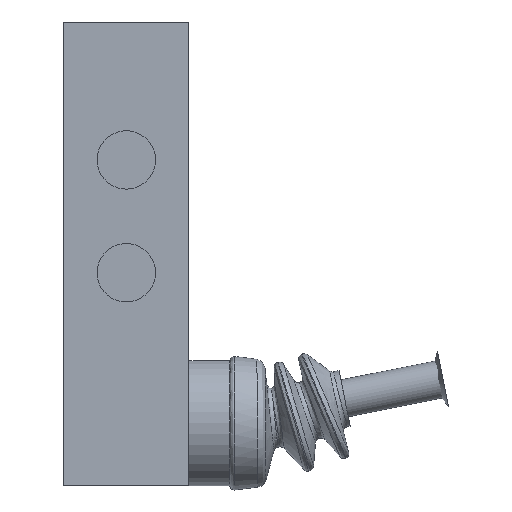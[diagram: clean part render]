
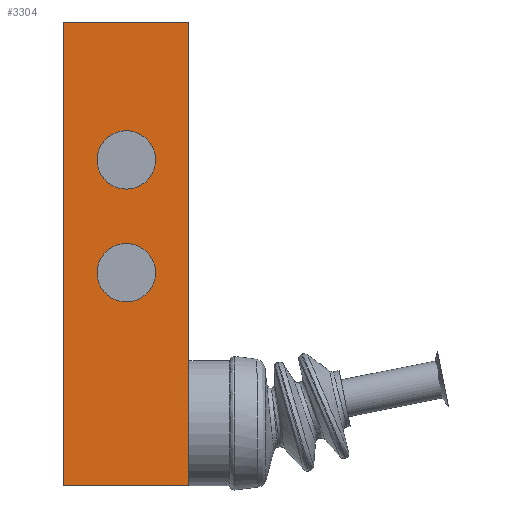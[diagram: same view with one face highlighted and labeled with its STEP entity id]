
A CAD part, front view. The second image highlights one B-rep face of the part: STEP entity #3304.
In plain terms, the highlighted planar face has unit normal (0, -1, 0).
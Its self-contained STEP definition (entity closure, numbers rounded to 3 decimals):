
#99 = EDGE_CURVE ( 'NONE', #1975, #1973, #3964, .T. ) ;
#409 = EDGE_CURVE ( 'NONE', #1977, #1970, #4513, .T. ) ;
#413 = EDGE_CURVE ( 'NONE', #1970, #1973, #4454, .T. ) ;
#417 = EDGE_CURVE ( 'NONE', #1975, #1977, #4516, .T. ) ;
#420 = EDGE_CURVE ( 'NONE', #9421, #9421, #4535, .T. ) ;
#422 = EDGE_CURVE ( 'NONE', #9425, #9425, #4538, .T. ) ;
#481 = AXIS2_PLACEMENT_3D ( 'NONE', #6090, #6096, #6097 ) ;
#486 = AXIS2_PLACEMENT_3D ( 'NONE', #6095, #6101, #6102 ) ;
#788 = EDGE_LOOP ( 'NONE', ( #1266, #1267, #1268, #1269 ) ) ;
#792 = EDGE_LOOP ( 'NONE', ( #1271 ) ) ;
#793 = EDGE_LOOP ( 'NONE', ( #1270 ) ) ;
#1266 = ORIENTED_EDGE ( 'NONE', *, *, #99, .F. ) ;
#1267 = ORIENTED_EDGE ( 'NONE', *, *, #417, .T. ) ;
#1268 = ORIENTED_EDGE ( 'NONE', *, *, #409, .T. ) ;
#1269 = ORIENTED_EDGE ( 'NONE', *, *, #413, .T. ) ;
#1270 = ORIENTED_EDGE ( 'NONE', *, *, #420, .T. ) ;
#1271 = ORIENTED_EDGE ( 'NONE', *, *, #422, .T. ) ;
#1970 = VERTEX_POINT ( 'NONE', #6421 ) ;
#1973 = VERTEX_POINT ( 'NONE', #6424 ) ;
#1975 = VERTEX_POINT ( 'NONE', #6426 ) ;
#1977 = VERTEX_POINT ( 'NONE', #6428 ) ;
#2271 = CARTESIAN_POINT ( 'NONE',  ( -20., -35., 0. ) ) ;
#2272 = DIRECTION ( 'NONE',  ( 0., 0., 1. ) ) ;
#3094 = FACE_BOUND ( 'NONE', #793, .T. ) ;
#3099 = FACE_OUTER_BOUND ( 'NONE', #788, .T. ) ;
#3102 = FACE_BOUND ( 'NONE', #792, .T. ) ;
#3304 = ADVANCED_FACE ( 'NONE', ( #3099, #3094, #3102 ), #8296, .T. ) ;
#3960 = VECTOR ( 'NONE', #2272, 1000. ) ;
#3964 = LINE ( 'NONE', #2271, #3960 ) ;
#4454 = LINE ( 'NONE', #6075, #4521 ) ;
#4513 = LINE ( 'NONE', #6072, #4514 ) ;
#4514 = VECTOR ( 'NONE', #6073, 1000. ) ;
#4516 = LINE ( 'NONE', #6088, #4528 ) ;
#4521 = VECTOR ( 'NONE', #6080, 1000. ) ;
#4528 = VECTOR ( 'NONE', #6089, 1000. ) ;
#4535 = CIRCLE ( 'NONE', #481, 9.316 ) ;
#4538 = CIRCLE ( 'NONE', #486, 9.316 ) ;
#6072 = CARTESIAN_POINT ( 'NONE',  ( 20., -35., 0. ) ) ;
#6073 = DIRECTION ( 'NONE',  ( 0., 0., 1. ) ) ;
#6075 = CARTESIAN_POINT ( 'NONE',  ( 20., -35., 148. ) ) ;
#6080 = DIRECTION ( 'NONE',  ( -1., 0., 0. ) ) ;
#6088 = CARTESIAN_POINT ( 'NONE',  ( 20., -35., 0. ) ) ;
#6089 = DIRECTION ( 'NONE',  ( 1., 0., 0. ) ) ;
#6090 = CARTESIAN_POINT ( 'NONE',  ( 0., -35., 104. ) ) ;
#6095 = CARTESIAN_POINT ( 'NONE',  ( 0., -35., 68. ) ) ;
#6096 = DIRECTION ( 'NONE',  ( 0., 1., 0. ) ) ;
#6097 = DIRECTION ( 'NONE',  ( 0., 0., -1. ) ) ;
#6101 = DIRECTION ( 'NONE',  ( 0., 1., 0. ) ) ;
#6102 = DIRECTION ( 'NONE',  ( 0., 0., -1. ) ) ;
#6421 = CARTESIAN_POINT ( 'NONE',  ( 20., -35., 148. ) ) ;
#6424 = CARTESIAN_POINT ( 'NONE',  ( -20., -35., 148. ) ) ;
#6426 = CARTESIAN_POINT ( 'NONE',  ( -20., -35., 0. ) ) ;
#6428 = CARTESIAN_POINT ( 'NONE',  ( 20., -35., 0. ) ) ;
#8296 = PLANE ( 'NONE',  #9121 ) ;
#8297 = CARTESIAN_POINT ( 'NONE',  ( 20., -35., 0. ) ) ;
#8298 = DIRECTION ( 'NONE',  ( 0., -1., 0. ) ) ;
#8299 = DIRECTION ( 'NONE',  ( 0., 0., -1. ) ) ;
#9121 = AXIS2_PLACEMENT_3D ( 'NONE', #8297, #8298, #8299 ) ;
#9421 = VERTEX_POINT ( 'NONE', #9422 ) ;
#9422 = CARTESIAN_POINT ( 'NONE',  ( 0., -35., 94.685 ) ) ;
#9425 = VERTEX_POINT ( 'NONE', #9426 ) ;
#9426 = CARTESIAN_POINT ( 'NONE',  ( 0., -35., 58.685 ) ) ;
